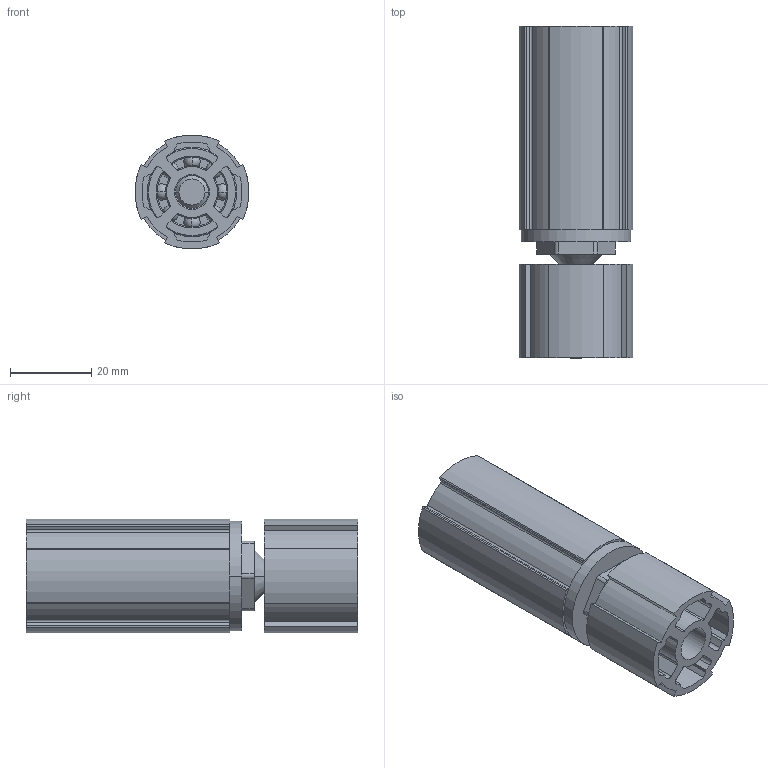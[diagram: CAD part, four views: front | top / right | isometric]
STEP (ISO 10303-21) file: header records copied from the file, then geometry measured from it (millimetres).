
FILE_DESCRIPTION(/* description */ (''),/* implementation_level */ '2;1');
FILE_NAME(/* name */ '42D-286-0.stp',/* time_stamp */ '2022-07-21T11:06:41-04:00',/* author */ ('aorselli'),/* organization */ (''),/* preprocessor_version */ 'ST-DEVELOPER v18.1',/* originating_system */ 'AutoCAD Mechanical',/* authorisation */ '');
FILE_SCHEMA (('AUTOMOTIVE_DESIGN { 1 0 10303 214 3 1 1 }'));
Length unit declared in the file: millimetre
Products named in the file (1): 42D-286-0
Bounding box: 27.89 x 81.5 x 27.89 mm (x, y, z)
Volume: 28139.8 mm3; surface area: 24154.5 mm2
Topology: 16 solids, 16 shells, 292 faces, 790 edges, 498 vertices
Faces by surface type: cylinder 140, plane 94, cone 30, sphere 16, torus 12
Entity records: 9149 total; most frequent: DIRECTION 1678, CARTESIAN_POINT 1621, ORIENTED_EDGE 1516, EDGE_CURVE 758, AXIS2_PLACEMENT_3D 643, VERTEX_POINT 498, LINE 392, VECTOR 392
